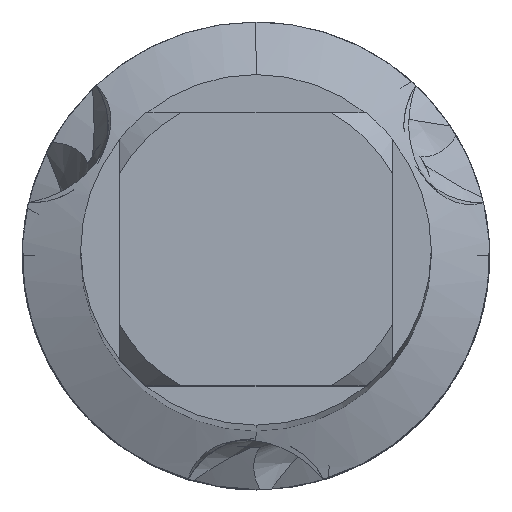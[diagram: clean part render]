
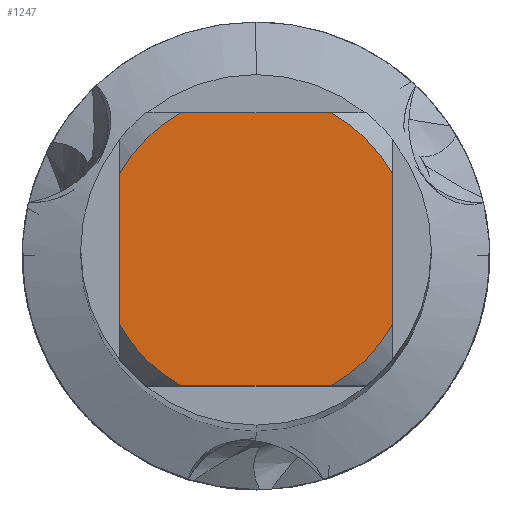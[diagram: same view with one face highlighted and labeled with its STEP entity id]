
A CAD part, top view. The second image highlights one B-rep face of the part: STEP entity #1247.
In plain terms, the highlighted planar face has unit normal (0, 0, 1).
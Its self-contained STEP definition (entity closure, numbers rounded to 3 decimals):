
#1247=ADVANCED_FACE('',(#3560),#3561,.T.);
#1265=VERTEX_POINT('',#3582);
#1349=VERTEX_POINT('',#3673);
#1365=EDGE_CURVE('',#1853,#2611,#3690,.T.);
#1565=VERTEX_POINT('',#3908);
#1589=EDGE_CURVE('',#2253,#2441,#3934,.T.);
#1845=EDGE_CURVE('',#1565,#2441,#4214,.T.);
#1853=VERTEX_POINT('',#4224);
#1999=EDGE_CURVE('',#1265,#1349,#4384,.T.);
#2005=VERTEX_POINT('',#4391);
#2025=EDGE_CURVE('',#2253,#1349,#4411,.T.);
#2103=EDGE_CURVE('',#1853,#2005,#4491,.T.);
#2253=VERTEX_POINT('',#4653);
#2441=VERTEX_POINT('',#4856);
#2611=VERTEX_POINT('',#5045);
#2669=EDGE_CURVE('',#1565,#2005,#5106,.T.);
#2931=EDGE_CURVE('',#1265,#2611,#5398,.T.);
#3560=FACE_OUTER_BOUND('',#6111,.T.);
#3561=PLANE('',#6112);
#3582=CARTESIAN_POINT('',(3.5,-1.936,0.0));
#3673=CARTESIAN_POINT('',(1.936,-3.5,0.0));
#3690=CIRCLE('',#6339,4.0);
#3908=CARTESIAN_POINT('',(-3.5,1.936,0.0));
#3934=CIRCLE('',#6974,4.0);
#4214=LINE('',#7934,#7935);
#4224=CARTESIAN_POINT('',(1.936,3.5,0.0));
#4384=CIRCLE('',#8385,4.0);
#4391=CARTESIAN_POINT('',(-1.936,3.5,0.0));
#4411=LINE('',#8426,#8427);
#4491=LINE('',#8640,#8641);
#4653=CARTESIAN_POINT('',(-1.936,-3.5,0.0));
#4856=CARTESIAN_POINT('',(-3.5,-1.936,0.0));
#5045=CARTESIAN_POINT('',(3.5,1.936,0.0));
#5106=CIRCLE('',#10619,4.0);
#5398=LINE('',#11531,#11532);
#6111=EDGE_LOOP('',(#13218,#13219,#13220,#13221,#13222,#13223,#13224,#13225));
#6112=AXIS2_PLACEMENT_3D('',#13226,#13227,#13228);
#6339=AXIS2_PLACEMENT_3D('',#13362,#13363,#13364);
#6974=AXIS2_PLACEMENT_3D('',#13607,#13608,#13609);
#7934=CARTESIAN_POINT('',(-3.5,1.0,0.0));
#7935=VECTOR('',#13886,1.0);
#8385=AXIS2_PLACEMENT_3D('',#14082,#14083,#14084);
#8426=CARTESIAN_POINT('',(0.0,-3.5,0.0));
#8427=VECTOR('',#14100,1.0);
#8640=CARTESIAN_POINT('',(0.0,3.5,0.0));
#8641=VECTOR('',#14143,1.0);
#10619=AXIS2_PLACEMENT_3D('',#14896,#14897,#14898);
#11531=CARTESIAN_POINT('',(3.5,1.0,0.0));
#11532=VECTOR('',#15217,1.0);
#13218=ORIENTED_EDGE('',*,*,#1845,.T.);
#13219=ORIENTED_EDGE('',*,*,#1589,.F.);
#13220=ORIENTED_EDGE('',*,*,#2025,.T.);
#13221=ORIENTED_EDGE('',*,*,#1999,.F.);
#13222=ORIENTED_EDGE('',*,*,#2931,.T.);
#13223=ORIENTED_EDGE('',*,*,#1365,.F.);
#13224=ORIENTED_EDGE('',*,*,#2103,.T.);
#13225=ORIENTED_EDGE('',*,*,#2669,.F.);
#13226=CARTESIAN_POINT('',(0.0,2.0,0.0));
#13227=DIRECTION('',(-0.0,0.0,1.0));
#13228=DIRECTION('',(0.0,-1.0,0.0));
#13362=CARTESIAN_POINT('',(0.0,0.0,0.0));
#13363=DIRECTION('',(0.0,0.0,-1.0));
#13364=DIRECTION('',(0.0,1.0,0.0));
#13607=CARTESIAN_POINT('',(0.0,0.0,0.0));
#13608=DIRECTION('',(0.0,0.0,-1.0));
#13609=DIRECTION('',(0.0,1.0,0.0));
#13886=DIRECTION('',(-0.0,-1.0,0.0));
#14082=CARTESIAN_POINT('',(0.0,0.0,0.0));
#14083=DIRECTION('',(0.0,0.0,-1.0));
#14084=DIRECTION('',(0.0,1.0,0.0));
#14100=DIRECTION('',(1.0,0.0,0.0));
#14143=DIRECTION('',(-1.0,0.0,0.0));
#14896=CARTESIAN_POINT('',(0.0,0.0,0.0));
#14897=DIRECTION('',(0.0,0.0,-1.0));
#14898=DIRECTION('',(0.0,1.0,0.0));
#15217=DIRECTION('',(-0.0,1.0,0.0));
